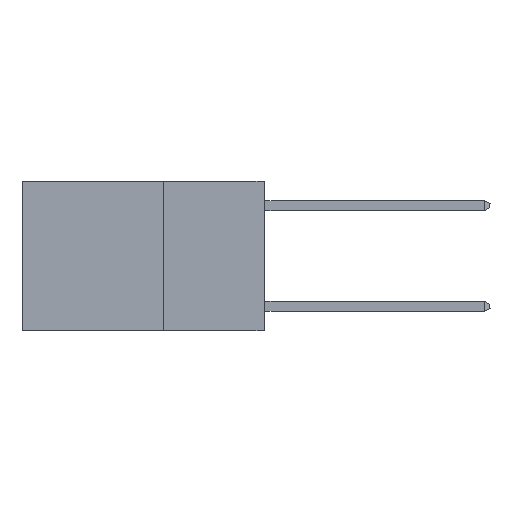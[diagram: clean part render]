
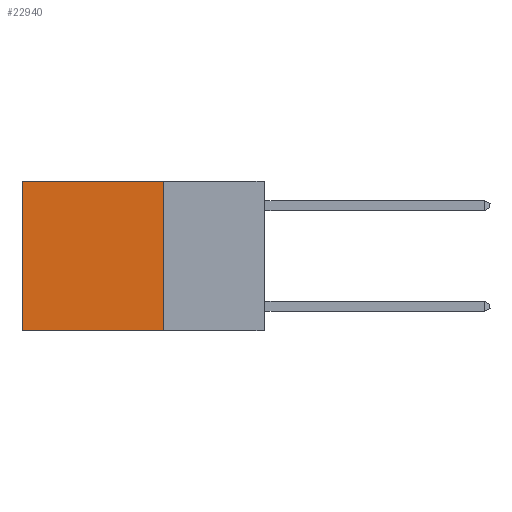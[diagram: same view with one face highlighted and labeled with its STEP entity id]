
A CAD part, left-side view. The second image highlights one B-rep face of the part: STEP entity #22940.
In plain terms, the highlighted planar face has unit normal (-1, 0, 0).
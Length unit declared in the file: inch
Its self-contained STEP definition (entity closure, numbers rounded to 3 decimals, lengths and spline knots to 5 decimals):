
#476 = ORIENTED_EDGE ( 'NONE', *, *, #20334, .T. ) ;
#498 = DIRECTION ( 'NONE',  ( 0., 0., -1. ) ) ;
#687 = CARTESIAN_POINT ( 'NONE',  ( 0.2625, 0.25, 0. ) ) ;
#977 = LINE ( 'NONE', #3121, #7846 ) ;
#1091 = VERTEX_POINT ( 'NONE', #9229 ) ;
#2479 = VECTOR ( 'NONE', #11635, 39.37008 ) ;
#3121 = CARTESIAN_POINT ( 'NONE',  ( 0.2625, 0.25, -0.37 ) ) ;
#3691 = CARTESIAN_POINT ( 'NONE',  ( 0.2625, 0.25, 0. ) ) ;
#3784 = EDGE_LOOP ( 'NONE', ( #476, #21517, #19432, #14996 ) ) ;
#4618 = AXIS2_PLACEMENT_3D ( 'NONE', #22021, #19892, #498 ) ;
#6376 = CARTESIAN_POINT ( 'NONE',  ( 0.2625, 0.6, -0.37 ) ) ;
#6736 = DIRECTION ( 'NONE',  ( 0., 0., -1. ) ) ;
#6828 = VECTOR ( 'NONE', #12723, 39.37008 ) ;
#7846 = VECTOR ( 'NONE', #10282, 39.37008 ) ;
#7953 = PLANE ( 'NONE',  #4618 ) ;
#8333 = EDGE_CURVE ( 'NONE', #9926, #14556, #977, .T. ) ;
#8496 = CARTESIAN_POINT ( 'NONE',  ( 0.2625, 0.6, 0. ) ) ;
#9229 = CARTESIAN_POINT ( 'NONE',  ( 0.2625, 0.6, 0. ) ) ;
#9926 = VERTEX_POINT ( 'NONE', #13009 ) ;
#10282 = DIRECTION ( 'NONE',  ( 0., 1., 0. ) ) ;
#11029 = EDGE_CURVE ( 'NONE', #20646, #1091, #16839, .T. ) ;
#11635 = DIRECTION ( 'NONE',  ( 0., 1., 0. ) ) ;
#11738 = VECTOR ( 'NONE', #6736, 39.37008 ) ;
#12723 = DIRECTION ( 'NONE',  ( 0., 0., -1. ) ) ;
#13009 = CARTESIAN_POINT ( 'NONE',  ( 0.2625, 0.25, -0.37 ) ) ;
#14556 = VERTEX_POINT ( 'NONE', #6376 ) ;
#14996 = ORIENTED_EDGE ( 'NONE', *, *, #11029, .T. ) ;
#15006 = FACE_OUTER_BOUND ( 'NONE', #3784, .T. ) ;
#16839 = LINE ( 'NONE', #687, #2479 ) ;
#16918 = CARTESIAN_POINT ( 'NONE',  ( 0.2625, 0.25, 0. ) ) ;
#17412 = LINE ( 'NONE', #8496, #11738 ) ;
#18984 = EDGE_CURVE ( 'NONE', #20646, #9926, #23160, .T. ) ;
#19432 = ORIENTED_EDGE ( 'NONE', *, *, #18984, .F. ) ;
#19892 = DIRECTION ( 'NONE',  ( 1., 0., 0. ) ) ;
#20334 = EDGE_CURVE ( 'NONE', #1091, #14556, #17412, .T. ) ;
#20646 = VERTEX_POINT ( 'NONE', #16918 ) ;
#21517 = ORIENTED_EDGE ( 'NONE', *, *, #8333, .F. ) ;
#22021 = CARTESIAN_POINT ( 'NONE',  ( 0.2625, 0.25, 0. ) ) ;
#22940 = ADVANCED_FACE ( 'NONE', ( #15006 ), #7953, .F. ) ;
#23160 = LINE ( 'NONE', #3691, #6828 ) ;
